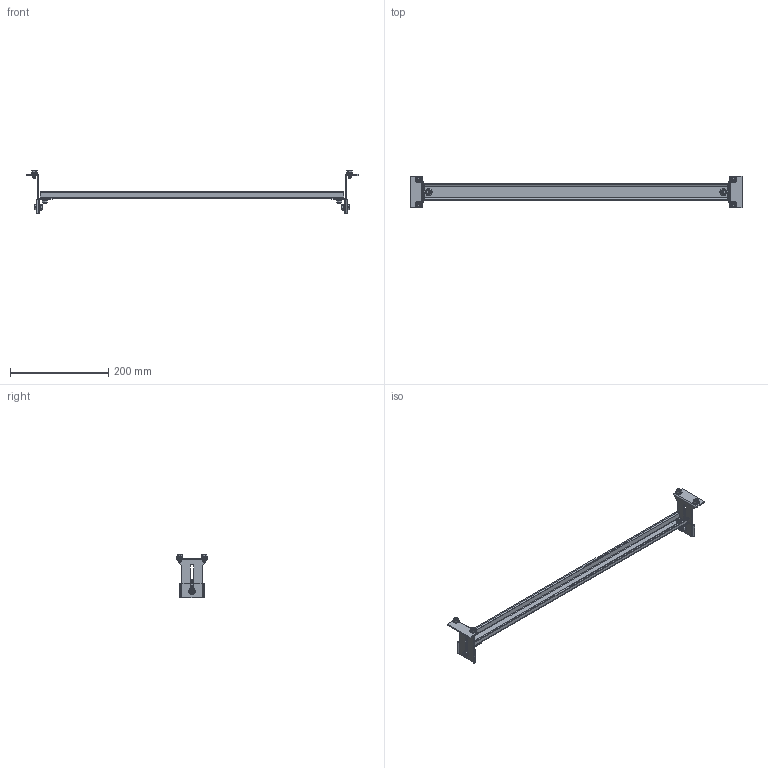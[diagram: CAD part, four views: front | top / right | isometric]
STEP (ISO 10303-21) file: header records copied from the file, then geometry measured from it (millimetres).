
FILE_DESCRIPTION (( 'STEP AP203' ), '1' );
FILE_NAME ('R5DGR80.step', '2011-03-29T10:07:06', ( 'User' ), ( 'DKC' ), 'SwSTEP 2.0', 'SolidWorks 2011', '' );
FILE_SCHEMA (( 'CONFIG_CONTROL_DESIGN' ));
Length unit declared in the file: millimetre
Products named in the file (7): Din profile according to example_800; Din profile angle; Din profile plate; Rounded head screw with cross slot M6 x 12_ISO 7045 - M6 x 12 - Z --- 12S; Flange nut M6_ISO 7044-M6-S; Hex Flange Bolt M6x10_ISO 4162 - M6 x 12 x 12-S; R5DGR80
Assembly tree (17 placements, depth 2):
  R5DGR80
    Din profile angle  x2
    Hex Flange Bolt M6x10_ISO 4162 - M6 x 12 x 12-S  x6
    Flange nut M6_ISO 7044-M6-S  x4
    Rounded head screw with cross slot M6 x 12_ISO 7045 - M6 x 12 - Z --- 12S  x2
    Din profile plate  x2
    Din profile according to example_800
Bounding box: 676 x 65 x 88.2 mm (x, y, z)
Volume: 92713.6 mm3; surface area: 113718.8 mm2
Topology: 17 solids, 17 shells, 1374 faces, 3382 edges, 2046 vertices
Faces by surface type: cone 562, plane 384, cylinder 316, bspline 64, torus 44, sphere 4
Entity records: 13316 total; most frequent: CARTESIAN_POINT 2826, DIRECTION 2087, ORIENTED_EDGE 1942, EDGE_CURVE 971, AXIS2_PLACEMENT_3D 808, VERTEX_POINT 583, LINE 471, VECTOR 471
